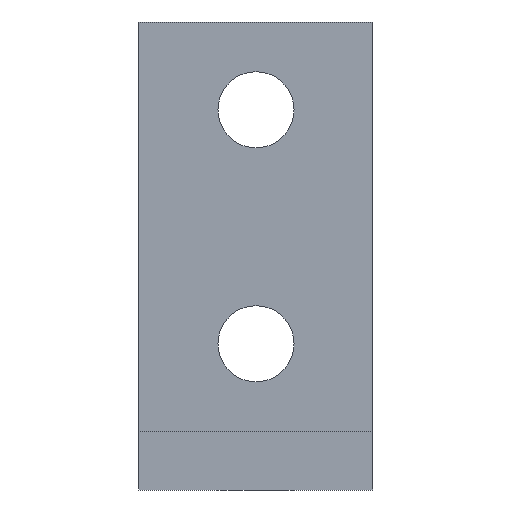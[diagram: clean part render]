
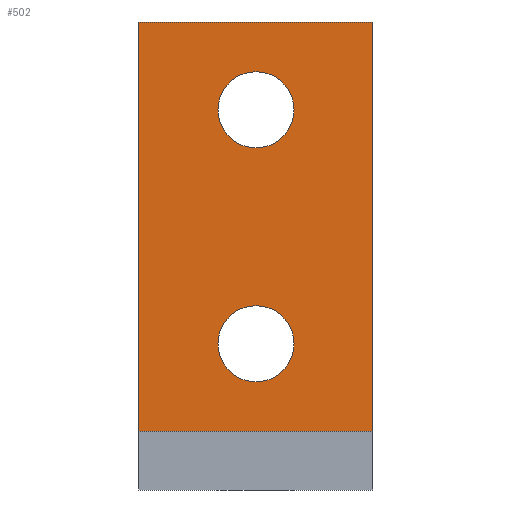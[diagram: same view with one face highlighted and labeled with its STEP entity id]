
A CAD part, front view. The second image highlights one B-rep face of the part: STEP entity #502.
In plain terms, the highlighted planar face has unit normal (0, -1, 0).
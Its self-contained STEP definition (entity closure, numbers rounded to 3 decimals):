
#130=CARTESIAN_POINT('',(10.0,-5.0,29.25));
#131=VERTEX_POINT('',#130);
#140=CARTESIAN_POINT('',(10.0,-5.0,35.75));
#141=VERTEX_POINT('',#140);
#142=CARTESIAN_POINT('',(10.0,-5.0,32.5));
#143=DIRECTION('',(0.0,1.0,0.0));
#144=DIRECTION('',(0.0,0.0,-1.0));
#145=AXIS2_PLACEMENT_3D('',#142,#143,#144);
#146=CIRCLE('',#145,3.25);
#147=EDGE_CURVE('',#141,#131,#146,.T.);
#172=CARTESIAN_POINT('',(10.0,-5.0,9.25));
#173=VERTEX_POINT('',#172);
#182=CARTESIAN_POINT('',(10.0,-5.0,15.75));
#183=VERTEX_POINT('',#182);
#184=CARTESIAN_POINT('',(10.0,-5.0,12.5));
#185=DIRECTION('',(0.0,1.0,0.0));
#186=DIRECTION('',(0.0,0.0,-1.0));
#187=AXIS2_PLACEMENT_3D('',#184,#185,#186);
#188=CIRCLE('',#187,3.25);
#189=EDGE_CURVE('',#183,#173,#188,.T.);
#240=CARTESIAN_POINT('',(20.0,-5.0,40.0));
#241=VERTEX_POINT('',#240);
#248=CARTESIAN_POINT('',(20.0,-5.0,5.0));
#249=VERTEX_POINT('',#248);
#250=CARTESIAN_POINT('',(20.0,-5.0,5.0));
#251=DIRECTION('',(0.0,0.0,1.0));
#252=VECTOR('',#251,35.0);
#253=LINE('',#250,#252);
#254=EDGE_CURVE('',#249,#241,#253,.T.);
#362=CARTESIAN_POINT('',(0.0,-5.0,5.0));
#363=VERTEX_POINT('',#362);
#364=CARTESIAN_POINT('',(20.0,-5.0,5.0));
#365=DIRECTION('',(-1.0,0.0,0.0));
#366=VECTOR('',#365,20.0);
#367=LINE('',#364,#366);
#368=EDGE_CURVE('',#249,#363,#367,.T.);
#421=CARTESIAN_POINT('',(0.0,-5.0,40.0));
#422=VERTEX_POINT('',#421);
#423=CARTESIAN_POINT('',(0.0,-5.0,40.0));
#424=DIRECTION('',(0.0,0.0,-1.0));
#425=VECTOR('',#424,35.0);
#426=LINE('',#423,#425);
#427=EDGE_CURVE('',#422,#363,#426,.T.);
#462=CARTESIAN_POINT('',(20.0,-5.0,40.0));
#463=DIRECTION('',(-1.0,0.0,0.0));
#464=VECTOR('',#463,20.0);
#465=LINE('',#462,#464);
#466=EDGE_CURVE('',#241,#422,#465,.T.);
#471=CARTESIAN_POINT('',(30.0,-5.0,5.0));
#472=DIRECTION('',(0.0,-1.0,0.0));
#473=DIRECTION('',(0.0,0.0,-1.0));
#474=AXIS2_PLACEMENT_3D('',#471,#472,#473);
#475=PLANE('',#474);
#476=ORIENTED_EDGE('',*,*,#254,.T.);
#477=ORIENTED_EDGE('',*,*,#466,.T.);
#478=ORIENTED_EDGE('',*,*,#427,.T.);
#479=ORIENTED_EDGE('',*,*,#368,.F.);
#480=EDGE_LOOP('',(#476,#477,#478,#479));
#481=FACE_OUTER_BOUND('',#480,.T.);
#482=CARTESIAN_POINT('',(10.0,-5.0,32.5));
#483=DIRECTION('',(0.0,1.0,0.0));
#484=DIRECTION('',(0.0,0.0,-1.0));
#485=AXIS2_PLACEMENT_3D('',#482,#483,#484);
#486=CIRCLE('',#485,3.25);
#487=EDGE_CURVE('',#131,#141,#486,.T.);
#488=ORIENTED_EDGE('',*,*,#487,.T.);
#489=ORIENTED_EDGE('',*,*,#147,.T.);
#490=EDGE_LOOP('',(#488,#489));
#491=FACE_BOUND('',#490,.T.);
#492=CARTESIAN_POINT('',(10.0,-5.0,12.5));
#493=DIRECTION('',(0.0,1.0,0.0));
#494=DIRECTION('',(0.0,0.0,-1.0));
#495=AXIS2_PLACEMENT_3D('',#492,#493,#494);
#496=CIRCLE('',#495,3.25);
#497=EDGE_CURVE('',#173,#183,#496,.T.);
#498=ORIENTED_EDGE('',*,*,#497,.T.);
#499=ORIENTED_EDGE('',*,*,#189,.T.);
#500=EDGE_LOOP('',(#498,#499));
#501=FACE_BOUND('',#500,.T.);
#502=ADVANCED_FACE('',(#481,#491,#501),#475,.T.);
